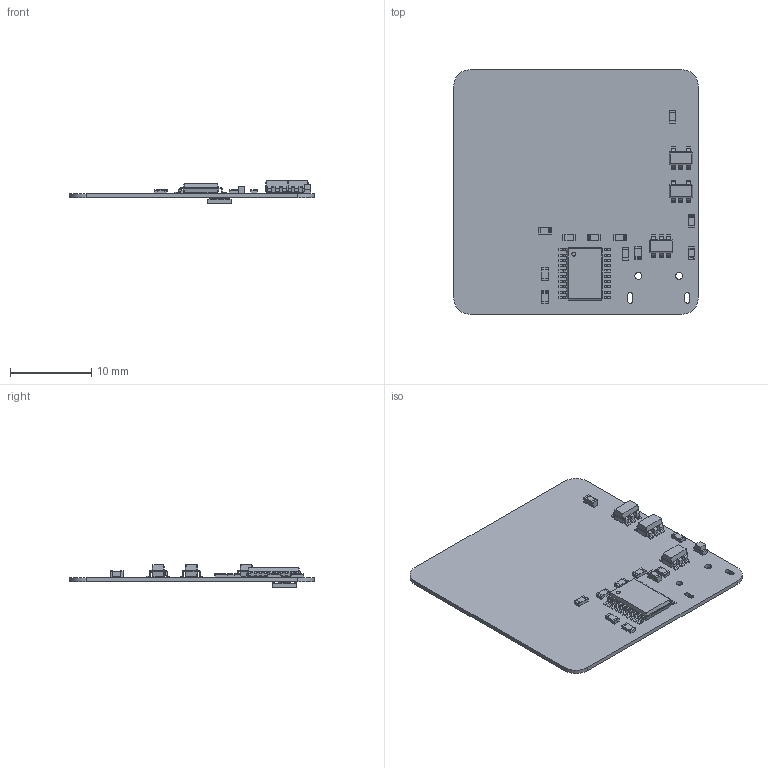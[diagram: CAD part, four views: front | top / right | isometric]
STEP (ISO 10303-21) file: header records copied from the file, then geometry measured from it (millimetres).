
FILE_DESCRIPTION(('KiCad electronic assembly'),'2;1');
FILE_NAME('body_temp.step','2020-06-30T23:21:26',('An Author'),( 'A Company'),'Open CASCADE STEP processor 6.9', 'KiCad to STEP converter','Unknown');
FILE_SCHEMA(('AUTOMOTIVE_DESIGN { 1 0 10303 214 1 1 1 1 }'));
Length unit declared in the file: millimetre
Products named in the file (19): Open CASCADE STEP translator 6.9 1; esp-12f_; C_0603_1608Metric; SOLID; crystal_05x3.2; DFN-6-1EP_3x3mm_P1mm_EP1.5x2.4mm; TSSOP-20_4.4x6.5mm_P0.65mm; SOT-23-5; SOT-23-6; R_0603_1608Metric; usb_micro; LED_0603_1608Metric; COMPOUND
Assembly tree (27 placements, depth 3):
  Open CASCADE STEP translator 6.9 1
    esp-12f_
    C_0603_1608Metric  x2
      SOLID
    crystal_05x3.2
    DFN-6-1EP_3x3mm_P1mm_EP1.5x2.4mm
      SOLID
    TSSOP-20_4.4x6.5mm_P0.65mm
      SOLID
    SOT-23-5  x2
      SOLID
    SOT-23-6
      SOLID
    R_0603_1608Metric  x8
      SOLID
    usb_micro
    LED_0603_1608Metric
      SOLID
    COMPOUND
Bounding box: 30 x 30 x 2.75 mm (x, y, z)
Volume: 509.4 mm3; surface area: 2118.9 mm2
Topology: 17 solids, 17 shells, 1062 faces, 2780 edges, 1760 vertices
Faces by surface type: plane 678, cylinder 252, bspline 132
Full cylindrical faces by diameter (mm): 0.2 x1, 0.5 x1, 0.85 x2
Entity records: 53544 total; most frequent: CARTESIAN_POINT 9406, DIRECTION 7067, LINE 4900, VECTOR 4900, ORIENTED_EDGE 3910, PCURVE 3910, DEFINITIONAL_REPRESENTATION 3910, EDGE_CURVE 1955
